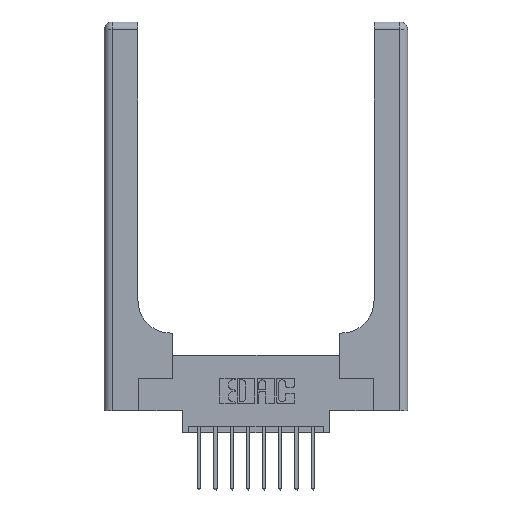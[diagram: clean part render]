
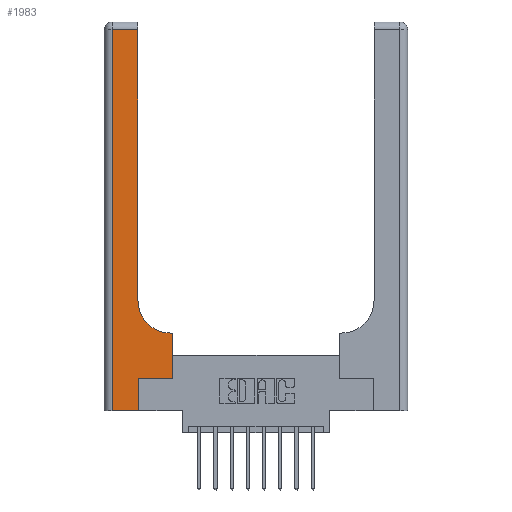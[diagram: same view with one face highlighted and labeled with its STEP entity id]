
A CAD part, top view. The second image highlights one B-rep face of the part: STEP entity #1983.
In plain terms, the highlighted planar face has unit normal (0, 0, 1).
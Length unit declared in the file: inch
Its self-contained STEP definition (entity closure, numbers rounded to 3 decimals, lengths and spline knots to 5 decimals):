
#60 = CARTESIAN_POINT ( 'NONE',  ( 0.26, 2.94, 0.37 ) ) ;
#168 = CARTESIAN_POINT ( 'NONE',  ( 0.265, 0.25, 0.37 ) ) ;
#182 = AXIS2_PLACEMENT_3D ( 'NONE', #13915, #3118, #2114 ) ;
#192 = ORIENTED_EDGE ( 'NONE', *, *, #12829, .T. ) ;
#238 = ORIENTED_EDGE ( 'NONE', *, *, #9885, .T. ) ;
#541 = VERTEX_POINT ( 'NONE', #60 ) ;
#673 = VERTEX_POINT ( 'NONE', #9821 ) ;
#677 = DIRECTION ( 'NONE',  ( -1., 0., 0. ) ) ;
#760 = CARTESIAN_POINT ( 'NONE',  ( 0.06, 2.94, 0.37 ) ) ;
#868 = DIRECTION ( 'NONE',  ( 1., 0., 0. ) ) ;
#1139 = DIRECTION ( 'NONE',  ( 0., 0., -1. ) ) ;
#1194 = CARTESIAN_POINT ( 'NONE',  ( 0.265, 0.25, 0.37 ) ) ;
#1201 = DIRECTION ( 'NONE',  ( 1., 0., 0. ) ) ;
#1613 = CARTESIAN_POINT ( 'NONE',  ( 0.06, 0., 0.37 ) ) ;
#1983 = ADVANCED_FACE ( 'NONE', ( #11678 ), #3339, .F. ) ;
#2070 = ORIENTED_EDGE ( 'NONE', *, *, #8604, .T. ) ;
#2114 = DIRECTION ( 'NONE',  ( 1., 0., 0. ) ) ;
#2219 = CARTESIAN_POINT ( 'NONE',  ( 0., 0., 0.37 ) ) ;
#2241 = CARTESIAN_POINT ( 'NONE',  ( 0.528, 0.25, 0.37 ) ) ;
#2568 = DIRECTION ( 'NONE',  ( 0., -1., 0. ) ) ;
#2949 = CIRCLE ( 'NONE', #182, 0.25 ) ;
#3106 = ORIENTED_EDGE ( 'NONE', *, *, #10207, .T. ) ;
#3118 = DIRECTION ( 'NONE',  ( 0., 0., -1. ) ) ;
#3339 = PLANE ( 'NONE',  #7887 ) ;
#3852 = CARTESIAN_POINT ( 'NONE',  ( 0.265, 0., 0.37 ) ) ;
#3973 = CARTESIAN_POINT ( 'NONE',  ( 0.528, 0.25, 0.37 ) ) ;
#4670 = CARTESIAN_POINT ( 'NONE',  ( 0., 3., 0.37 ) ) ;
#4675 = LINE ( 'NONE', #13361, #6667 ) ;
#5128 = CARTESIAN_POINT ( 'NONE',  ( 0.51, 0.6, 0.37 ) ) ;
#5209 = EDGE_CURVE ( 'NONE', #9268, #7147, #4675, .T. ) ;
#5380 = CARTESIAN_POINT ( 'NONE',  ( 0., 2.94, 0.37 ) ) ;
#6411 = ORIENTED_EDGE ( 'NONE', *, *, #7814, .T. ) ;
#6667 = VECTOR ( 'NONE', #2568, 39.37008 ) ;
#6730 = CARTESIAN_POINT ( 'NONE',  ( 0.26, 0.6, 0.37 ) ) ;
#7063 = VERTEX_POINT ( 'NONE', #3973 ) ;
#7147 = VERTEX_POINT ( 'NONE', #1613 ) ;
#7314 = EDGE_CURVE ( 'NONE', #12617, #7063, #15526, .T. ) ;
#7736 = ORIENTED_EDGE ( 'NONE', *, *, #5209, .T. ) ;
#7814 = EDGE_CURVE ( 'NONE', #9224, #15470, #12569, .T. ) ;
#7875 = EDGE_CURVE ( 'NONE', #15470, #673, #2949, .T. ) ;
#7887 = AXIS2_PLACEMENT_3D ( 'NONE', #4670, #1139, #10504 ) ;
#8377 = CARTESIAN_POINT ( 'NONE',  ( 0.528, 0.6, 0.37 ) ) ;
#8462 = CARTESIAN_POINT ( 'NONE',  ( 0.265, 0., 0.37 ) ) ;
#8472 = VECTOR ( 'NONE', #11826, 39.37008 ) ;
#8571 = DIRECTION ( 'NONE',  ( 0., 1., 0. ) ) ;
#8604 = EDGE_CURVE ( 'NONE', #7147, #9389, #15267, .T. ) ;
#8726 = LINE ( 'NONE', #3852, #12778 ) ;
#8979 = EDGE_LOOP ( 'NONE', ( #3106, #192, #7736, #2070, #14571, #15039, #238, #6411, #14397 ) ) ;
#9224 = VERTEX_POINT ( 'NONE', #8377 ) ;
#9250 = VECTOR ( 'NONE', #677, 39.37008 ) ;
#9268 = VERTEX_POINT ( 'NONE', #760 ) ;
#9389 = VERTEX_POINT ( 'NONE', #8462 ) ;
#9818 = DIRECTION ( 'NONE',  ( 0., 1., 0. ) ) ;
#9821 = CARTESIAN_POINT ( 'NONE',  ( 0.26, 0.85, 0.37 ) ) ;
#9885 = EDGE_CURVE ( 'NONE', #7063, #9224, #13017, .T. ) ;
#10207 = EDGE_CURVE ( 'NONE', #673, #541, #12103, .T. ) ;
#10504 = DIRECTION ( 'NONE',  ( -1., 0., 0. ) ) ;
#10723 = VECTOR ( 'NONE', #12809, 39.37008 ) ;
#11392 = VECTOR ( 'NONE', #868, 39.37008 ) ;
#11678 = FACE_OUTER_BOUND ( 'NONE', #8979, .T. ) ;
#11826 = DIRECTION ( 'NONE',  ( 0., 1., 0. ) ) ;
#12103 = LINE ( 'NONE', #13534, #13772 ) ;
#12229 = VECTOR ( 'NONE', #1201, 39.37008 ) ;
#12569 = LINE ( 'NONE', #6730, #10723 ) ;
#12617 = VERTEX_POINT ( 'NONE', #1194 ) ;
#12778 = VECTOR ( 'NONE', #8571, 39.37008 ) ;
#12809 = DIRECTION ( 'NONE',  ( -1., 0., 0. ) ) ;
#12829 = EDGE_CURVE ( 'NONE', #541, #9268, #14922, .T. ) ;
#13017 = LINE ( 'NONE', #2241, #8472 ) ;
#13361 = CARTESIAN_POINT ( 'NONE',  ( 0.06, 3., 0.37 ) ) ;
#13397 = EDGE_CURVE ( 'NONE', #9389, #12617, #8726, .T. ) ;
#13534 = CARTESIAN_POINT ( 'NONE',  ( 0.26, 3., 0.37 ) ) ;
#13772 = VECTOR ( 'NONE', #9818, 39.37008 ) ;
#13915 = CARTESIAN_POINT ( 'NONE',  ( 0.51, 0.85, 0.37 ) ) ;
#14397 = ORIENTED_EDGE ( 'NONE', *, *, #7875, .T. ) ;
#14571 = ORIENTED_EDGE ( 'NONE', *, *, #13397, .T. ) ;
#14922 = LINE ( 'NONE', #5380, #9250 ) ;
#15039 = ORIENTED_EDGE ( 'NONE', *, *, #7314, .T. ) ;
#15267 = LINE ( 'NONE', #2219, #11392 ) ;
#15470 = VERTEX_POINT ( 'NONE', #5128 ) ;
#15526 = LINE ( 'NONE', #168, #12229 ) ;
